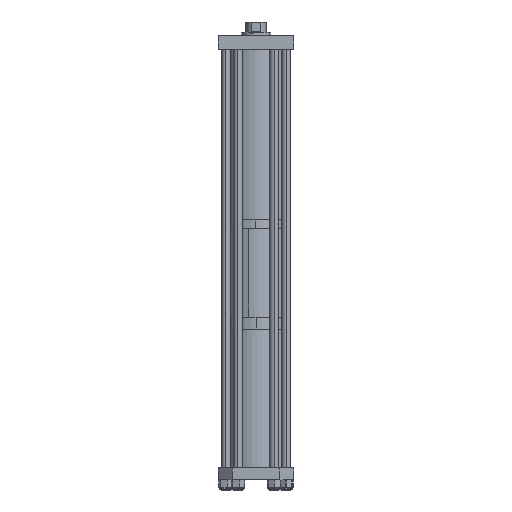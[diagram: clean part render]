
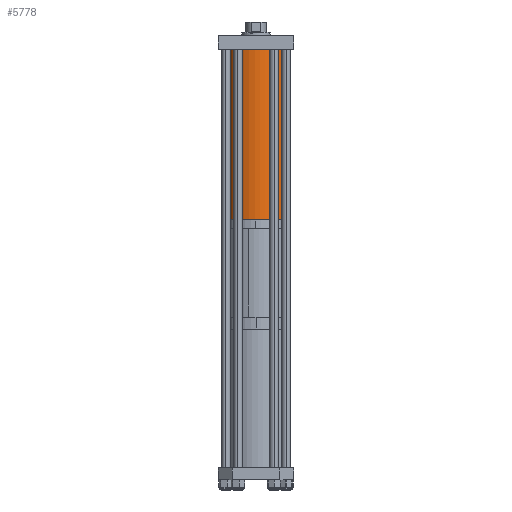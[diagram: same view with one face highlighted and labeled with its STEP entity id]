
A CAD part, left-side view. The second image highlights one B-rep face of the part: STEP entity #5778.
In plain terms, the highlighted cylindrical face has radius 114.3 mm (diameter 228.6 mm), a partial arc.
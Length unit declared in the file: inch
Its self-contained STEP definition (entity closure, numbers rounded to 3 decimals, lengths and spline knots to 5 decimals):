
#11 = VERTEX_POINT ( 'NONE', #8156 ) ;
#824 = CARTESIAN_POINT ( 'NONE',  ( 4.5, 0., 0. ) ) ;
#1169 = CARTESIAN_POINT ( 'NONE',  ( 0., 0., 0. ) ) ;
#1223 = EDGE_CURVE ( 'NONE', #5065, #4750, #6537, .T. ) ;
#2168 = EDGE_CURVE ( 'NONE', #6590, #4750, #2808, .T. ) ;
#2277 = ORIENTED_EDGE ( 'NONE', *, *, #9069, .T. ) ;
#2330 = ORIENTED_EDGE ( 'NONE', *, *, #2168, .T. ) ;
#2624 = FACE_OUTER_BOUND ( 'NONE', #6914, .T. ) ;
#2808 = CIRCLE ( 'NONE', #7850, 4.5 ) ;
#3116 = DIRECTION ( 'NONE',  ( -1., 0., 0. ) ) ;
#3637 = AXIS2_PLACEMENT_3D ( 'NONE', #4997, #8325, #3116 ) ;
#3884 = DIRECTION ( 'NONE',  ( 0., 0., -1. ) ) ;
#3934 = DIRECTION ( 'NONE',  ( 0., 0., -1. ) ) ;
#4081 = CARTESIAN_POINT ( 'NONE',  ( 4.5, 0., 25. ) ) ;
#4221 = VECTOR ( 'NONE', #3934, 39.37008 ) ;
#4267 = CARTESIAN_POINT ( 'NONE',  ( -4.5, 0., 0. ) ) ;
#4750 = VERTEX_POINT ( 'NONE', #824 ) ;
#4997 = CARTESIAN_POINT ( 'NONE',  ( 0., 0., 25. ) ) ;
#5065 = VERTEX_POINT ( 'NONE', #5500 ) ;
#5388 = EDGE_CURVE ( 'NONE', #11, #5065, #10292, .T. ) ;
#5468 = DIRECTION ( 'NONE',  ( 0., 0., 1. ) ) ;
#5500 = CARTESIAN_POINT ( 'NONE',  ( 4.5, 0., 25. ) ) ;
#5778 = ADVANCED_FACE ( 'NONE', ( #2624 ), #6308, .T. ) ;
#6248 = ORIENTED_EDGE ( 'NONE', *, *, #1223, .F. ) ;
#6308 = CYLINDRICAL_SURFACE ( 'NONE', #3637, 4.5 ) ;
#6537 = LINE ( 'NONE', #4081, #4221 ) ;
#6545 = LINE ( 'NONE', #9026, #9965 ) ;
#6590 = VERTEX_POINT ( 'NONE', #4267 ) ;
#6914 = EDGE_LOOP ( 'NONE', ( #6248, #8854, #2277, #2330 ) ) ;
#7276 = DIRECTION ( 'NONE',  ( 1., 0., 0. ) ) ;
#7850 = AXIS2_PLACEMENT_3D ( 'NONE', #1169, #10755, #7276 ) ;
#8156 = CARTESIAN_POINT ( 'NONE',  ( -4.5, 0., 25. ) ) ;
#8325 = DIRECTION ( 'NONE',  ( 0., 0., -1. ) ) ;
#8854 = ORIENTED_EDGE ( 'NONE', *, *, #5388, .F. ) ;
#9026 = CARTESIAN_POINT ( 'NONE',  ( -4.5, 0., 25. ) ) ;
#9069 = EDGE_CURVE ( 'NONE', #11, #6590, #6545, .T. ) ;
#9562 = AXIS2_PLACEMENT_3D ( 'NONE', #9794, #5468, #10752 ) ;
#9794 = CARTESIAN_POINT ( 'NONE',  ( 0., 0., 25. ) ) ;
#9965 = VECTOR ( 'NONE', #3884, 39.37008 ) ;
#10292 = CIRCLE ( 'NONE', #9562, 4.5 ) ;
#10752 = DIRECTION ( 'NONE',  ( 1., 0., 0. ) ) ;
#10755 = DIRECTION ( 'NONE',  ( 0., 0., 1. ) ) ;
